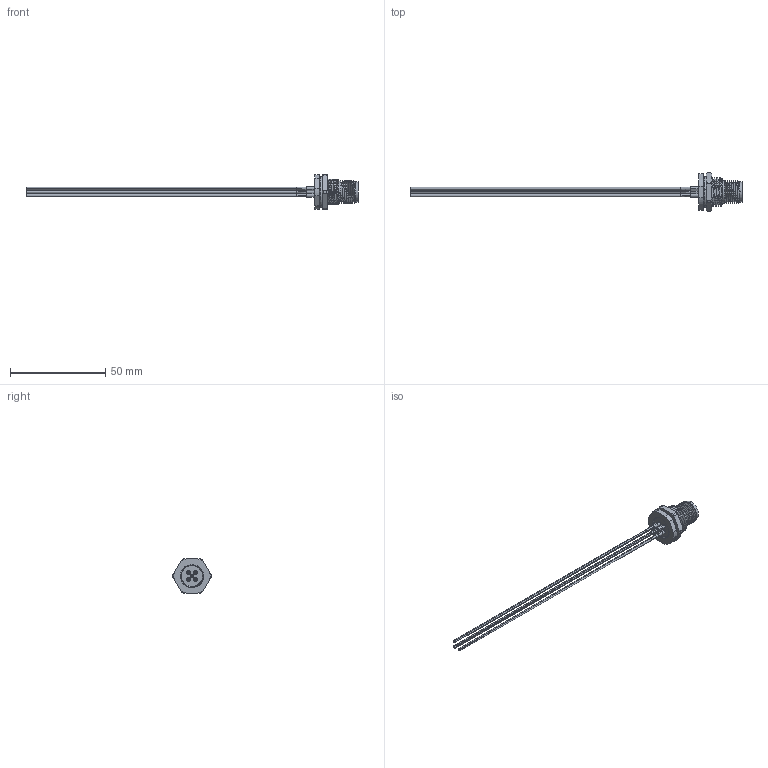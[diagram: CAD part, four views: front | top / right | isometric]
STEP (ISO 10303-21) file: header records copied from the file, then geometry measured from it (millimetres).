
FILE_DESCRIPTION (( 'STEP AP203' ), '1' );
FILE_NAME ('10-05580_revA.STEP', '2023-09-26T15:59:35', ( '' ), ( '' ), 'SwSTEP 2.0', 'SolidWorks 2021', '' );
FILE_SCHEMA (( 'CONFIG_CONTROL_DESIGN' ));
Length unit declared in the file: millimetre
Products named in the file (13): 30-01754_blunt cut; Heat shrink; 54-00350-04___; 30-01753_blunt cut; 54-00350-05___; 54-00350; 54-00350-01___; 30-01755_blunt cut; 30-01752_blunt cut; 54-00350-02; 10-05580_revA; 54-00350-03___; 30-01756_blunt cut
Assembly tree (20 placements, depth 3):
  10-05580_revA
    54-00350
      54-00350-01___
      54-00350-02
      54-00350-05___
      54-00350-04___
      54-00350-03___  x5
    Heat shrink  x5
    30-01752_blunt cut
    30-01753_blunt cut
    30-01754_blunt cut
    30-01755_blunt cut
    30-01756_blunt cut
Bounding box: 174 x 19.99 x 18 mm (x, y, z)
Volume: 4135.3 mm3; surface area: 21854.5 mm2
Topology: 105 solids, 105 shells, 977 faces, 2132 edges, 1386 vertices
Faces by surface type: cylinder 532, plane 271, cone 65, bspline 65, torus 34, sphere 10
Entity records: 38889 total; most frequent: CARTESIAN_POINT 19086, DIRECTION 3997, ORIENTED_EDGE 3540, EDGE_CURVE 1770, AXIS2_PLACEMENT_3D 1712, VERTEX_POINT 1170, EDGE_LOOP 1020, CIRCLE 928
